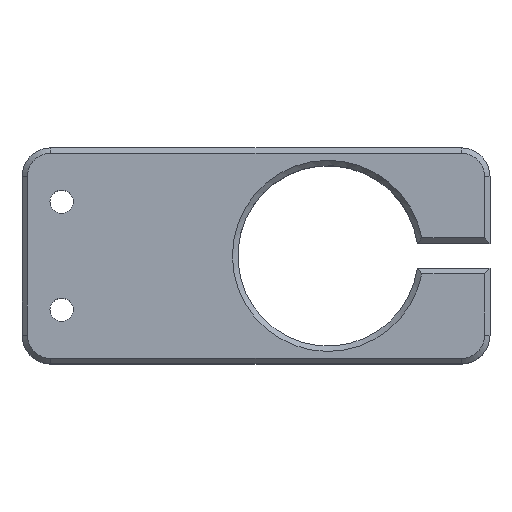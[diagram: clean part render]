
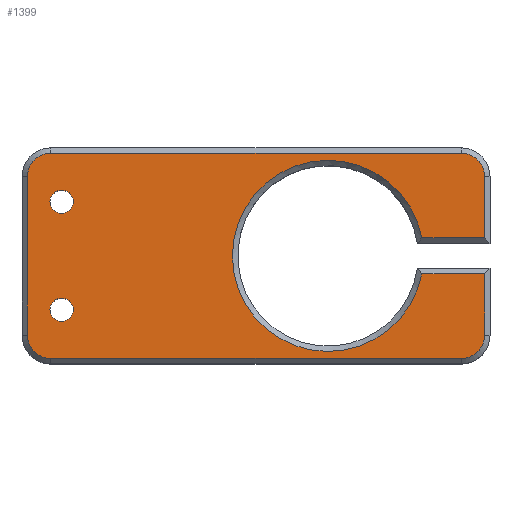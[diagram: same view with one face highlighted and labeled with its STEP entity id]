
A CAD part, top view. The second image highlights one B-rep face of the part: STEP entity #1399.
In plain terms, the highlighted planar face has unit normal (0, 0, 1).
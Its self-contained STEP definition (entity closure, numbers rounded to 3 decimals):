
#67=CIRCLE('',#1470,3.25);
#68=CIRCLE('',#1471,3.25);
#69=CIRCLE('',#1472,3.25);
#70=CIRCLE('',#1473,3.25);
#71=CIRCLE('',#1474,13.275);
#72=CIRCLE('',#1475,1.621);
#73=CIRCLE('',#1476,1.621);
#132=ORIENTED_EDGE('',*,*,#400,.T.);
#133=ORIENTED_EDGE('',*,*,#401,.T.);
#134=ORIENTED_EDGE('',*,*,#402,.T.);
#135=ORIENTED_EDGE('',*,*,#403,.T.);
#136=ORIENTED_EDGE('',*,*,#404,.T.);
#137=ORIENTED_EDGE('',*,*,#405,.T.);
#138=ORIENTED_EDGE('',*,*,#406,.T.);
#139=ORIENTED_EDGE('',*,*,#407,.T.);
#140=ORIENTED_EDGE('',*,*,#408,.T.);
#141=ORIENTED_EDGE('',*,*,#409,.T.);
#142=ORIENTED_EDGE('',*,*,#410,.T.);
#143=ORIENTED_EDGE('',*,*,#411,.T.);
#144=ORIENTED_EDGE('',*,*,#412,.F.);
#145=ORIENTED_EDGE('',*,*,#413,.F.);
#400=EDGE_CURVE('',#534,#535,#67,.T.);
#401=EDGE_CURVE('',#535,#536,#619,.T.);
#402=EDGE_CURVE('',#536,#537,#68,.T.);
#403=EDGE_CURVE('',#537,#538,#620,.T.);
#404=EDGE_CURVE('',#538,#539,#69,.T.);
#405=EDGE_CURVE('',#539,#540,#621,.T.);
#406=EDGE_CURVE('',#540,#541,#70,.T.);
#407=EDGE_CURVE('',#541,#542,#622,.T.);
#408=EDGE_CURVE('',#542,#543,#623,.T.);
#409=EDGE_CURVE('',#543,#544,#71,.F.);
#410=EDGE_CURVE('',#544,#545,#624,.T.);
#411=EDGE_CURVE('',#545,#534,#625,.T.);
#412=EDGE_CURVE('',#546,#546,#72,.T.);
#413=EDGE_CURVE('',#547,#547,#73,.T.);
#534=VERTEX_POINT('',#1914);
#535=VERTEX_POINT('',#1915);
#536=VERTEX_POINT('',#1917);
#537=VERTEX_POINT('',#1919);
#538=VERTEX_POINT('',#1921);
#539=VERTEX_POINT('',#1923);
#540=VERTEX_POINT('',#1925);
#541=VERTEX_POINT('',#1927);
#542=VERTEX_POINT('',#1929);
#543=VERTEX_POINT('',#1931);
#544=VERTEX_POINT('',#1933);
#545=VERTEX_POINT('',#1935);
#546=VERTEX_POINT('',#1938);
#547=VERTEX_POINT('',#1940);
#619=LINE('',#1916,#692);
#620=LINE('',#1920,#693);
#621=LINE('',#1924,#694);
#622=LINE('',#1928,#695);
#623=LINE('',#1930,#696);
#624=LINE('',#1934,#697);
#625=LINE('',#1936,#698);
#692=VECTOR('',#1607,1000.);
#693=VECTOR('',#1610,1000.);
#694=VECTOR('',#1613,1000.);
#695=VECTOR('',#1616,1000.);
#696=VECTOR('',#1617,1000.);
#697=VECTOR('',#1620,1000.);
#698=VECTOR('',#1621,1000.);
#752=EDGE_LOOP('',(#132,#133,#134,#135,#136,#137,#138,#139,#140,#141,#142,
#143));
#753=EDGE_LOOP('',(#144));
#754=EDGE_LOOP('',(#145));
#839=FACE_BOUND('',#752,.T.);
#840=FACE_BOUND('',#753,.T.);
#841=FACE_BOUND('',#754,.T.);
#926=PLANE('',#1469);
#1399=ADVANCED_FACE('',(#839,#840,#841),#926,.T.);
#1469=AXIS2_PLACEMENT_3D('',#1912,#1603,#1604);
#1470=AXIS2_PLACEMENT_3D('',#1913,#1605,#1606);
#1471=AXIS2_PLACEMENT_3D('',#1918,#1608,#1609);
#1472=AXIS2_PLACEMENT_3D('',#1922,#1611,#1612);
#1473=AXIS2_PLACEMENT_3D('',#1926,#1614,#1615);
#1474=AXIS2_PLACEMENT_3D('',#1932,#1618,#1619);
#1475=AXIS2_PLACEMENT_3D('',#1937,#1622,#1623);
#1476=AXIS2_PLACEMENT_3D('',#1939,#1624,#1625);
#1603=DIRECTION('',(0.,0.,1.));
#1604=DIRECTION('',(1.,0.,0.));
#1605=DIRECTION('',(0.,0.,1.));
#1606=DIRECTION('',(1.,0.,0.));
#1607=DIRECTION('',(-1.,0.,0.));
#1608=DIRECTION('',(0.,0.,1.));
#1609=DIRECTION('',(1.,0.,0.));
#1610=DIRECTION('',(0.,-1.,0.));
#1611=DIRECTION('',(0.,0.,1.));
#1612=DIRECTION('',(1.,0.,0.));
#1613=DIRECTION('',(1.,0.,0.));
#1614=DIRECTION('',(0.,0.,1.));
#1615=DIRECTION('',(1.,0.,0.));
#1616=DIRECTION('',(0.,1.,0.));
#1617=DIRECTION('',(-1.,0.,0.));
#1618=DIRECTION('',(0.,0.,1.));
#1619=DIRECTION('',(1.,0.,0.));
#1620=DIRECTION('',(1.,0.,0.));
#1621=DIRECTION('',(0.,1.,0.));
#1622=DIRECTION('',(0.,0.,1.));
#1623=DIRECTION('',(1.,0.,0.));
#1624=DIRECTION('',(0.,0.,1.));
#1625=DIRECTION('',(1.,0.,0.));
#1912=CARTESIAN_POINT('',(0.,0.,20.));
#1913=CARTESIAN_POINT('',(28.5,11.,20.));
#1914=CARTESIAN_POINT('',(31.75,11.,20.));
#1915=CARTESIAN_POINT('',(28.5,14.25,20.));
#1916=CARTESIAN_POINT('',(-28.5,14.25,20.));
#1917=CARTESIAN_POINT('',(-28.5,14.25,20.));
#1918=CARTESIAN_POINT('',(-28.5,11.,20.));
#1919=CARTESIAN_POINT('',(-31.75,11.,20.));
#1920=CARTESIAN_POINT('',(-31.75,-11.,20.));
#1921=CARTESIAN_POINT('',(-31.75,-11.,20.));
#1922=CARTESIAN_POINT('',(-28.5,-11.,20.));
#1923=CARTESIAN_POINT('',(-28.5,-14.25,20.));
#1924=CARTESIAN_POINT('',(28.5,-14.25,20.));
#1925=CARTESIAN_POINT('',(28.5,-14.25,20.));
#1926=CARTESIAN_POINT('',(28.5,-11.,20.));
#1927=CARTESIAN_POINT('',(31.75,-11.,20.));
#1928=CARTESIAN_POINT('',(31.75,-1.75,20.));
#1929=CARTESIAN_POINT('',(31.75,-2.5,20.));
#1930=CARTESIAN_POINT('',(0.,-2.5,20.));
#1931=CARTESIAN_POINT('',(23.037,-2.5,20.));
#1932=CARTESIAN_POINT('',(10.,0.,20.));
#1933=CARTESIAN_POINT('',(23.037,2.5,20.));
#1934=CARTESIAN_POINT('',(0.,2.5,20.));
#1935=CARTESIAN_POINT('',(31.75,2.5,20.));
#1936=CARTESIAN_POINT('',(31.75,11.,20.));
#1937=CARTESIAN_POINT('',(-27.,7.5,20.));
#1938=CARTESIAN_POINT('',(-25.379,7.5,20.));
#1939=CARTESIAN_POINT('',(-27.,-7.5,20.));
#1940=CARTESIAN_POINT('',(-25.379,-7.5,20.));
